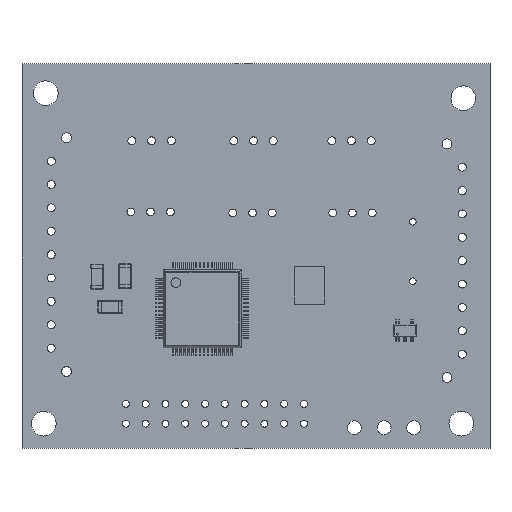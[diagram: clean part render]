
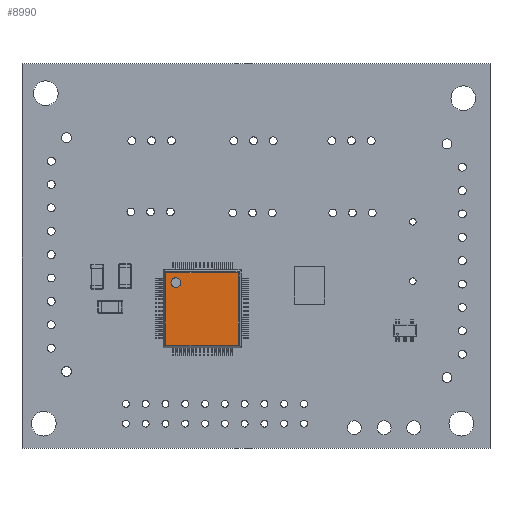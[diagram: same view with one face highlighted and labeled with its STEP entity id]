
A CAD part, top view. The second image highlights one B-rep face of the part: STEP entity #8990.
In plain terms, the highlighted planar face has unit normal (0, 0, 1).
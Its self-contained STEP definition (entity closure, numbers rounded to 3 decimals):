
#8896 = VERTEX_POINT('',#8897);
#8897 = CARTESIAN_POINT('',(-4.652,-4.652,1.6));
#8904 = EDGE_CURVE('',#8896,#8905,#8907,.T.);
#8905 = VERTEX_POINT('',#8906);
#8906 = CARTESIAN_POINT('',(-4.652,4.652,1.6));
#8907 = LINE('',#8908,#8909);
#8908 = CARTESIAN_POINT('',(-4.652,-4.72,1.6));
#8909 = VECTOR('',#8910,1.);
#8910 = DIRECTION('',(0.,1.,0.));
#8971 = VERTEX_POINT('',#8972);
#8972 = CARTESIAN_POINT('',(4.652,-4.652,1.6));
#8979 = EDGE_CURVE('',#8896,#8971,#8980,.T.);
#8980 = LINE('',#8981,#8982);
#8981 = CARTESIAN_POINT('',(-4.72,-4.652,1.6));
#8982 = VECTOR('',#8983,1.);
#8983 = DIRECTION('',(1.,0.,0.));
#8990 = ADVANCED_FACE('',(#8991,#9009),#9020,.T.);
#8991 = FACE_BOUND('',#8992,.T.);
#8992 = EDGE_LOOP('',(#8993,#8994,#8995,#9003));
#8993 = ORIENTED_EDGE('',*,*,#8904,.F.);
#8994 = ORIENTED_EDGE('',*,*,#8979,.T.);
#8995 = ORIENTED_EDGE('',*,*,#8996,.T.);
#8996 = EDGE_CURVE('',#8971,#8997,#8999,.T.);
#8997 = VERTEX_POINT('',#8998);
#8998 = CARTESIAN_POINT('',(4.652,4.652,1.6));
#8999 = LINE('',#9000,#9001);
#9000 = CARTESIAN_POINT('',(4.652,-4.72,1.6));
#9001 = VECTOR('',#9002,1.);
#9002 = DIRECTION('',(0.,1.,0.));
#9003 = ORIENTED_EDGE('',*,*,#9004,.F.);
#9004 = EDGE_CURVE('',#8905,#8997,#9005,.T.);
#9005 = LINE('',#9006,#9007);
#9006 = CARTESIAN_POINT('',(-4.72,4.652,1.6));
#9007 = VECTOR('',#9008,1.);
#9008 = DIRECTION('',(1.,0.,0.));
#9009 = FACE_BOUND('',#9010,.T.);
#9010 = EDGE_LOOP('',(#9011));
#9011 = ORIENTED_EDGE('',*,*,#9012,.F.);
#9012 = EDGE_CURVE('',#9013,#9013,#9015,.T.);
#9013 = VERTEX_POINT('',#9014);
#9014 = CARTESIAN_POINT('',(-2.747,3.372,1.6));
#9015 = CIRCLE('',#9016,0.625);
#9016 = AXIS2_PLACEMENT_3D('',#9017,#9018,#9019);
#9017 = CARTESIAN_POINT('',(-3.372,3.372,1.6));
#9018 = DIRECTION('',(0.,0.,1.));
#9019 = DIRECTION('',(1.,0.,0.));
#9020 = PLANE('',#9021);
#9021 = AXIS2_PLACEMENT_3D('',#9022,#9023,#9024);
#9022 = CARTESIAN_POINT('',(-5.,-5.,1.6));
#9023 = DIRECTION('',(0.,0.,1.));
#9024 = DIRECTION('',(1.,0.,0.));
